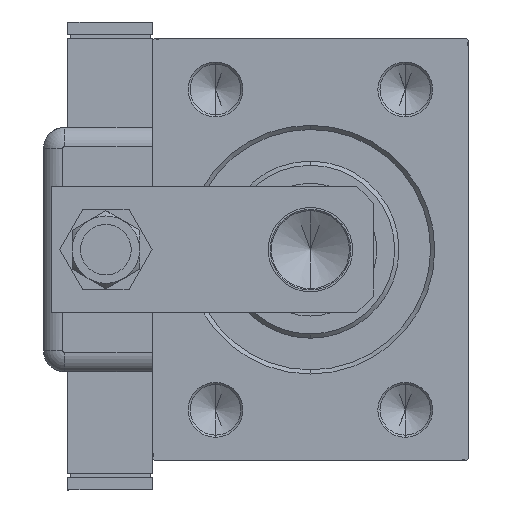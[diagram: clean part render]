
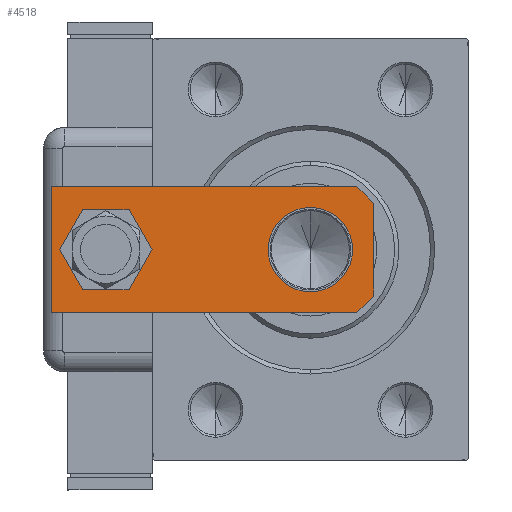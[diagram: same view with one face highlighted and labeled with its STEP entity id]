
A CAD part, left-side view. The second image highlights one B-rep face of the part: STEP entity #4518.
In plain terms, the highlighted face is planar.
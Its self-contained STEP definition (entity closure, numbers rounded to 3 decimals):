
#916 = EDGE_CURVE ( 'NONE', #27297, #41146, #16787, .T. ) ;
#1865 = CARTESIAN_POINT ( 'NONE',  ( 0., 63.5, 0. ) ) ;
#2018 = DIRECTION ( 'NONE',  ( 0., 0., 1. ) ) ;
#2850 = CARTESIAN_POINT ( 'NONE',  ( 15., 76.5, 0. ) ) ;
#3681 = LINE ( 'NONE', #55317, #32999 ) ;
#3823 = CARTESIAN_POINT ( 'NONE',  ( 0., 15., 0. ) ) ;
#4518 = ADVANCED_FACE ( 'NONE', ( #59155, #30301, #25978 ), #39824, .F. ) ;
#4529 = EDGE_CURVE ( 'NONE', #31680, #40096, #25384, .T. ) ;
#4867 = VERTEX_POINT ( 'NONE', #49572 ) ;
#6130 = AXIS2_PLACEMENT_3D ( 'NONE', #15551, #2018, #58868 ) ;
#6633 = EDGE_CURVE ( 'NONE', #60563, #40096, #46096, .T. ) ;
#7031 = EDGE_CURVE ( 'NONE', #4867, #36643, #42399, .T. ) ;
#7930 = VECTOR ( 'NONE', #49958, 1000. ) ;
#7963 = DIRECTION ( 'NONE',  ( -0.707, -0.707, 0. ) ) ;
#8177 = EDGE_CURVE ( 'NONE', #41146, #27297, #26780, .T. ) ;
#8553 = EDGE_LOOP ( 'NONE', ( #22788, #58646 ) ) ;
#8793 = EDGE_CURVE ( 'NONE', #36643, #4867, #59132, .T. ) ;
#11153 = CARTESIAN_POINT ( 'NONE',  ( 15., 76.5, 0. ) ) ;
#12182 = VERTEX_POINT ( 'NONE', #19449 ) ;
#12307 = ORIENTED_EDGE ( 'NONE', *, *, #20641, .F. ) ;
#14674 = CARTESIAN_POINT ( 'NONE',  ( 11., 0., 0. ) ) ;
#14703 = CARTESIAN_POINT ( 'NONE',  ( 7., 63.5, 0. ) ) ;
#15551 = CARTESIAN_POINT ( 'NONE',  ( 0., 15., 0. ) ) ;
#15700 = CARTESIAN_POINT ( 'NONE',  ( 15., 4., 0. ) ) ;
#15831 = DIRECTION ( 'NONE',  ( 1., 0., 0. ) ) ;
#15947 = VERTEX_POINT ( 'NONE', #38294 ) ;
#16787 = CIRCLE ( 'NONE', #40380, 7. ) ;
#17186 = CARTESIAN_POINT ( 'NONE',  ( 15., 4., 0. ) ) ;
#17427 = ORIENTED_EDGE ( 'NONE', *, *, #7031, .T. ) ;
#19449 = CARTESIAN_POINT ( 'NONE',  ( -15., 76.5, 0. ) ) ;
#20448 = EDGE_CURVE ( 'NONE', #31680, #15947, #3681, .T. ) ;
#20641 = EDGE_CURVE ( 'NONE', #60563, #22437, #21135, .T. ) ;
#20709 = EDGE_CURVE ( 'NONE', #12182, #15947, #26369, .T. ) ;
#21135 = LINE ( 'NONE', #49411, #48709 ) ;
#22011 = VECTOR ( 'NONE', #29624, 1000. ) ;
#22437 = VERTEX_POINT ( 'NONE', #2850 ) ;
#22788 = ORIENTED_EDGE ( 'NONE', *, *, #8177, .T. ) ;
#25384 = LINE ( 'NONE', #34906, #7930 ) ;
#25978 = FACE_BOUND ( 'NONE', #56743, .T. ) ;
#26369 = LINE ( 'NONE', #45116, #36924 ) ;
#26550 = CARTESIAN_POINT ( 'NONE',  ( -11., 0., 0. ) ) ;
#26780 = CIRCLE ( 'NONE', #45435, 7. ) ;
#27150 = DIRECTION ( 'NONE',  ( 0., 0., 1. ) ) ;
#27297 = VERTEX_POINT ( 'NONE', #14703 ) ;
#29624 = DIRECTION ( 'NONE',  ( -1., 0., 0. ) ) ;
#30301 = FACE_BOUND ( 'NONE', #8553, .T. ) ;
#31680 = VERTEX_POINT ( 'NONE', #26550 ) ;
#32999 = VECTOR ( 'NONE', #52216, 1000. ) ;
#34363 = ORIENTED_EDGE ( 'NONE', *, *, #6633, .T. ) ;
#34579 = VECTOR ( 'NONE', #7963, 1000. ) ;
#34594 = EDGE_LOOP ( 'NONE', ( #58806, #53060, #37675, #38820, #12307, #34363 ) ) ;
#34599 = CARTESIAN_POINT ( 'NONE',  ( 0., 0., 0. ) ) ;
#34906 = CARTESIAN_POINT ( 'NONE',  ( -15., 0., 0. ) ) ;
#36643 = VERTEX_POINT ( 'NONE', #47711 ) ;
#36924 = VECTOR ( 'NONE', #59232, 1000. ) ;
#37675 = ORIENTED_EDGE ( 'NONE', *, *, #20709, .F. ) ;
#38294 = CARTESIAN_POINT ( 'NONE',  ( -15., 4., 0. ) ) ;
#38820 = ORIENTED_EDGE ( 'NONE', *, *, #60318, .F. ) ;
#39824 = PLANE ( 'NONE',  #45295 ) ;
#40068 = DIRECTION ( 'NONE',  ( 1., 0., 0. ) ) ;
#40096 = VERTEX_POINT ( 'NONE', #14674 ) ;
#40380 = AXIS2_PLACEMENT_3D ( 'NONE', #54499, #27150, #40068 ) ;
#40588 = DIRECTION ( 'NONE',  ( 0., 0., 1. ) ) ;
#41146 = VERTEX_POINT ( 'NONE', #50944 ) ;
#42399 = CIRCLE ( 'NONE', #48323, 10. ) ;
#45116 = CARTESIAN_POINT ( 'NONE',  ( -15., 76.5, 0. ) ) ;
#45295 = AXIS2_PLACEMENT_3D ( 'NONE', #34599, #58560, #15831 ) ;
#45435 = AXIS2_PLACEMENT_3D ( 'NONE', #1865, #40588, #58717 ) ;
#46096 = LINE ( 'NONE', #17186, #34579 ) ;
#46241 = DIRECTION ( 'NONE',  ( 0., 0., 1. ) ) ;
#46696 = ORIENTED_EDGE ( 'NONE', *, *, #8793, .T. ) ;
#47711 = CARTESIAN_POINT ( 'NONE',  ( 10., 15., 0. ) ) ;
#48323 = AXIS2_PLACEMENT_3D ( 'NONE', #3823, #46241, #55161 ) ;
#48709 = VECTOR ( 'NONE', #50034, 1000. ) ;
#49411 = CARTESIAN_POINT ( 'NONE',  ( 15., 0., 0. ) ) ;
#49572 = CARTESIAN_POINT ( 'NONE',  ( -10., 15., 0. ) ) ;
#49958 = DIRECTION ( 'NONE',  ( 1., 0., 0. ) ) ;
#50034 = DIRECTION ( 'NONE',  ( 0., 1., 0. ) ) ;
#50944 = CARTESIAN_POINT ( 'NONE',  ( -7., 63.5, 0. ) ) ;
#52216 = DIRECTION ( 'NONE',  ( -0.707, 0.707, 0. ) ) ;
#52991 = LINE ( 'NONE', #11153, #22011 ) ;
#53060 = ORIENTED_EDGE ( 'NONE', *, *, #20448, .T. ) ;
#54499 = CARTESIAN_POINT ( 'NONE',  ( 0., 63.5, 0. ) ) ;
#55161 = DIRECTION ( 'NONE',  ( 1., 0., 0. ) ) ;
#55317 = CARTESIAN_POINT ( 'NONE',  ( -11., 0., 0. ) ) ;
#56743 = EDGE_LOOP ( 'NONE', ( #17427, #46696 ) ) ;
#58560 = DIRECTION ( 'NONE',  ( 0., 0., 1. ) ) ;
#58646 = ORIENTED_EDGE ( 'NONE', *, *, #916, .T. ) ;
#58717 = DIRECTION ( 'NONE',  ( 1., 0., 0. ) ) ;
#58806 = ORIENTED_EDGE ( 'NONE', *, *, #4529, .F. ) ;
#58868 = DIRECTION ( 'NONE',  ( 1., 0., 0. ) ) ;
#59132 = CIRCLE ( 'NONE', #6130, 10. ) ;
#59155 = FACE_OUTER_BOUND ( 'NONE', #34594, .T. ) ;
#59232 = DIRECTION ( 'NONE',  ( 0., -1., 0. ) ) ;
#60318 = EDGE_CURVE ( 'NONE', #22437, #12182, #52991, .T. ) ;
#60563 = VERTEX_POINT ( 'NONE', #15700 ) ;
